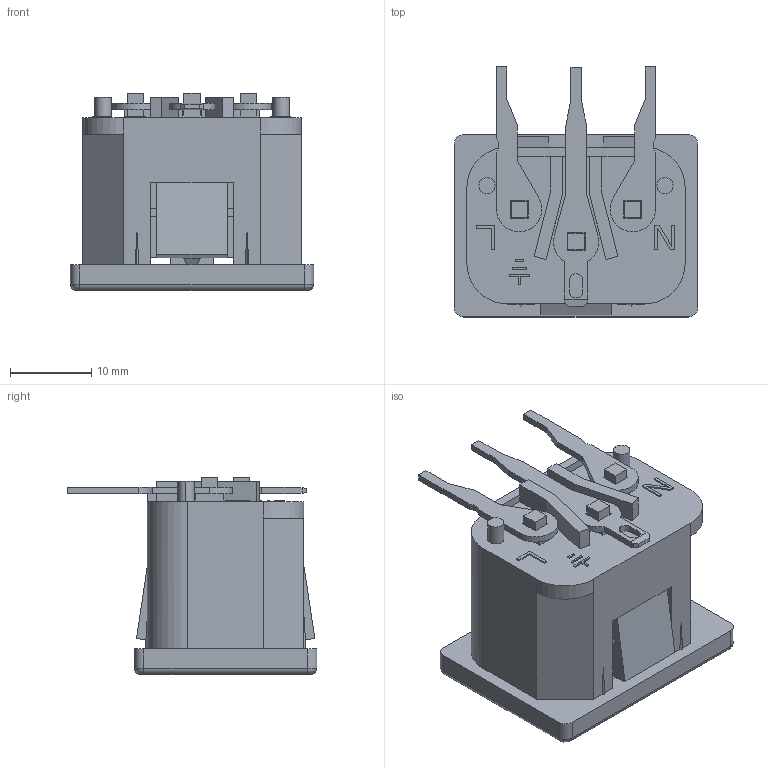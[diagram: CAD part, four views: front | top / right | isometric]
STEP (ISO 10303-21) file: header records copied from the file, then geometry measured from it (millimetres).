
FILE_DESCRIPTION (( 'STEP AP214' ), '1' );
FILE_NAME ('ACM-C4-N15BA-LC_3D.step', '2023-11-15T16:27:00', ( '' ), ( '' ), 'SwSTEP 2.0', 'SolidWorks 2022', '' );
FILE_SCHEMA (( 'AUTOMOTIVE_DESIGN' ));
Length unit declared in the file: inch
Products named in the file (1): ACM-C4-N15BA-LC_3D
Bounding box: 30 x 30.8 x 24.3 mm (x, y, z)
Volume: 4749.2 mm3; surface area: 6488.7 mm2
Topology: 7 solids, 7 shells, 376 faces, 1044 edges, 679 vertices
Faces by surface type: plane 282, cylinder 78, bspline 8, torus 8
Entity records: 12253 total; most frequent: CARTESIAN_POINT 2354, ORIENTED_EDGE 2088, DIRECTION 1947, EDGE_CURVE 1044, LINE 863, VECTOR 863, VERTEX_POINT 679, AXIS2_PLACEMENT_3D 542
